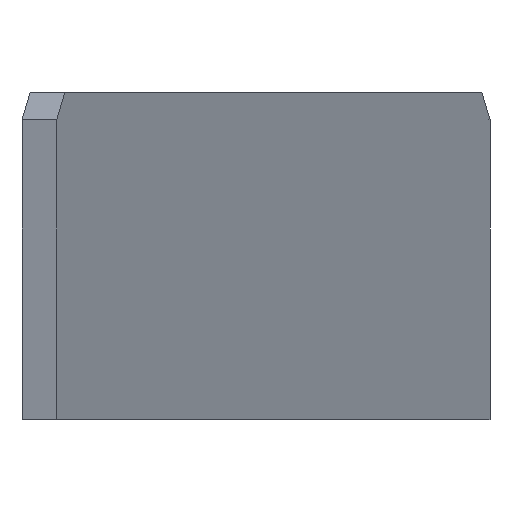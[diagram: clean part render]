
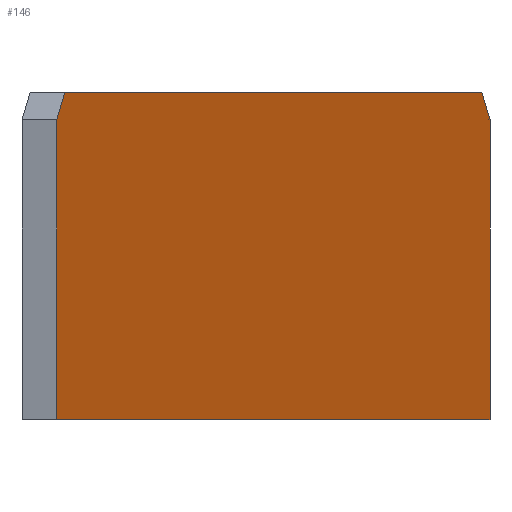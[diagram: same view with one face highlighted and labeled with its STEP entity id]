
A CAD part, front view. The second image highlights one B-rep face of the part: STEP entity #146.
In plain terms, the highlighted planar face has unit normal (0.955, -0.298, 0).
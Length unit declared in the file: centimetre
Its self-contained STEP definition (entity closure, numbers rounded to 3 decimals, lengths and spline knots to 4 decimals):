
#20=FACE_OUTER_BOUND('',#28,.T.);
#28=EDGE_LOOP('',(#108,#109,#110,#111,#112,#113));
#37=LINE('',#207,#55);
#38=LINE('',#210,#56);
#41=LINE('',#216,#59);
#42=LINE('',#218,#60);
#43=LINE('',#220,#61);
#44=LINE('',#221,#62);
#55=VECTOR('',#169,15.4);
#56=VECTOR('',#172,0.4243);
#59=VECTOR('',#177,0.4243);
#60=VECTOR('',#178,3.3);
#61=VECTOR('',#179,16.);
#62=VECTOR('',#180,3.3);
#70=VERTEX_POINT('',#200);
#73=VERTEX_POINT('',#205);
#74=VERTEX_POINT('',#209);
#76=VERTEX_POINT('',#215);
#77=VERTEX_POINT('',#217);
#78=VERTEX_POINT('',#219);
#85=EDGE_CURVE('',#73,#70,#37,.T.);
#86=EDGE_CURVE('',#74,#70,#38,.T.);
#89=EDGE_CURVE('',#73,#76,#41,.T.);
#90=EDGE_CURVE('',#77,#76,#42,.T.);
#91=EDGE_CURVE('',#78,#77,#43,.T.);
#92=EDGE_CURVE('',#78,#74,#44,.T.);
#108=ORIENTED_EDGE('',*,*,#86,.T.);
#109=ORIENTED_EDGE('',*,*,#85,.F.);
#110=ORIENTED_EDGE('',*,*,#89,.T.);
#111=ORIENTED_EDGE('',*,*,#90,.F.);
#112=ORIENTED_EDGE('',*,*,#91,.F.);
#113=ORIENTED_EDGE('',*,*,#92,.T.);
#138=PLANE('',#156);
#146=ADVANCED_FACE('',(#20),#138,.F.);
#156=AXIS2_PLACEMENT_3D('',#214,#175,#176);
#169=DIRECTION('',(0.298,0.955,0.));
#172=DIRECTION('',(-0.211,-0.675,0.707));
#175=DIRECTION('center_axis',(-0.955,0.298,0.));
#176=DIRECTION('ref_axis',(0.298,0.955,0.));
#177=DIRECTION('',(-0.211,-0.675,-0.707));
#178=DIRECTION('',(0.,0.,1.));
#179=DIRECTION('',(-0.298,-0.955,0.));
#180=DIRECTION('',(0.,0.,1.));
#200=CARTESIAN_POINT('',(-2.941,9.0371,0.));
#205=CARTESIAN_POINT('',(-7.5288,-5.6636,0.));
#207=CARTESIAN_POINT('',(-7.5288,-5.6636,0.));
#209=CARTESIAN_POINT('',(-2.8516,9.3235,-0.3));
#210=CARTESIAN_POINT('',(-2.8516,9.3235,-0.3));
#214=CARTESIAN_POINT('Origin',(-7.6182,-5.95,0.));
#215=CARTESIAN_POINT('',(-7.6182,-5.95,-0.3));
#216=CARTESIAN_POINT('',(-7.5288,-5.6636,0.));
#217=CARTESIAN_POINT('',(-7.6182,-5.95,-3.6));
#218=CARTESIAN_POINT('',(-7.6182,-5.95,-3.6));
#219=CARTESIAN_POINT('',(-2.8516,9.3235,-3.6));
#220=CARTESIAN_POINT('',(-2.8516,9.3235,-3.6));
#221=CARTESIAN_POINT('',(-2.8516,9.3235,-3.6));
